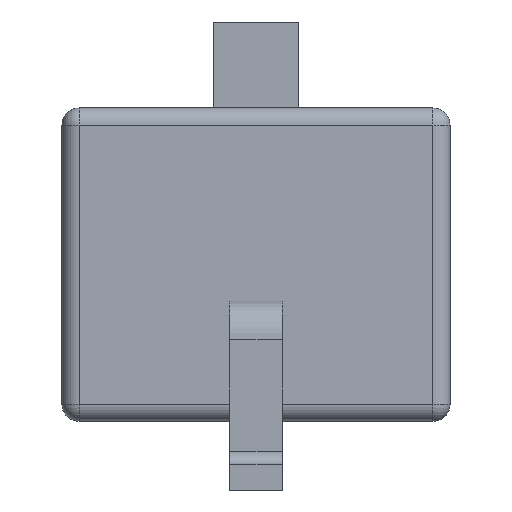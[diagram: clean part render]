
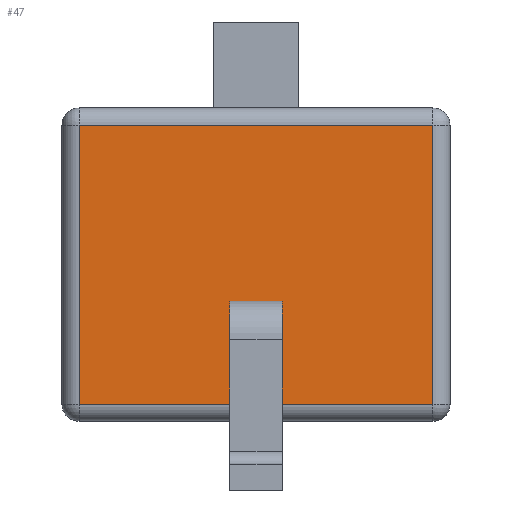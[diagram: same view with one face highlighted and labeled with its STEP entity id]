
A CAD part, left-side view. The second image highlights one B-rep face of the part: STEP entity #47.
In plain terms, the highlighted planar face has unit normal (-1, 0, 0).
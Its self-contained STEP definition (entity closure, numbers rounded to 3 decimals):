
#13=DIRECTION('',(0.,0.,1.));
#14=DIRECTION('',(1.,0.,0.));
#47=ADVANCED_FACE('',(#48),#77,.F.);
#48=FACE_BOUND('',#49,.F.);
#49=EDGE_LOOP('',(#50,#59,#67,#73));
#50=ORIENTED_EDGE('',*,*,#51,.F.);
#51=EDGE_CURVE('',#52,#54,#56,.T.);
#52=VERTEX_POINT('',#53);
#53=CARTESIAN_POINT('',(-3.745,-2.06,1.));
#54=VERTEX_POINT('',#55);
#55=CARTESIAN_POINT('',(-3.745,-2.06,4.25));
#56=LINE('',#57,#58);
#57=CARTESIAN_POINT('',(-3.745,-2.06,0.8));
#58=VECTOR('',#13,1.);
#59=ORIENTED_EDGE('',*,*,#60,.T.);
#60=EDGE_CURVE('',#52,#61,#63,.T.);
#61=VERTEX_POINT('',#62);
#62=CARTESIAN_POINT('',(-3.745,2.06,1.));
#63=LINE('',#64,#65);
#64=CARTESIAN_POINT('',(-3.745,-2.26,1.));
#65=VECTOR('',#66,1.);
#66=DIRECTION('',(0.,1.,0.));
#67=ORIENTED_EDGE('',*,*,#68,.T.);
#68=EDGE_CURVE('',#61,#69,#71,.T.);
#69=VERTEX_POINT('',#70);
#70=CARTESIAN_POINT('',(-3.745,2.06,4.25));
#71=LINE('',#72,#58);
#72=CARTESIAN_POINT('',(-3.745,2.06,0.8));
#73=ORIENTED_EDGE('',*,*,#74,.F.);
#74=EDGE_CURVE('',#54,#69,#75,.T.);
#75=LINE('',#76,#65);
#76=CARTESIAN_POINT('',(-3.745,-2.26,4.25));
#77=PLANE('',#78);
#78=AXIS2_PLACEMENT_3D('',#79,#14,#13);
#79=CARTESIAN_POINT('',(-3.745,-2.26,0.8));
